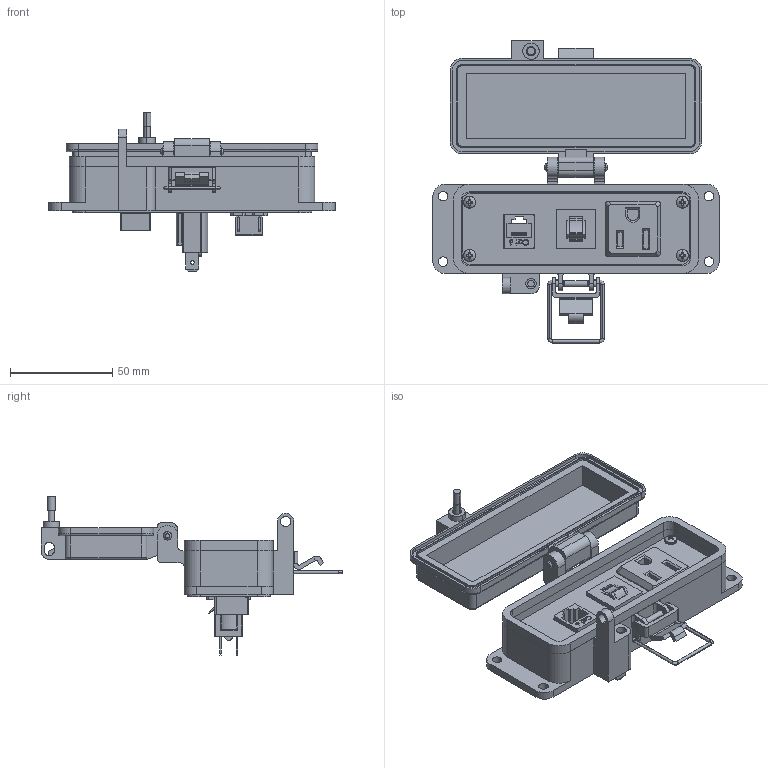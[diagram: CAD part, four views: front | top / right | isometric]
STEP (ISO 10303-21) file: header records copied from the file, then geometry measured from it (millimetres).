
FILE_DESCRIPTION (( 'STEP AP203' ), '1' );
FILE_NAME ('P-R62-H3R3_3D.STEP', '2021-03-05T15:12:31', ( '' ), ( '' ), 'SwSTEP 2.0', 'SolidWorks 2019', '' );
FILE_SCHEMA (( 'CONFIG_CONTROL_DESIGN' ));
Length unit declared in the file: millimetre
Products named in the file (14): R; P-R62-H3R3_3D; Z-200-OTLT-R0SQ; Z-H-H3_B; R62; 92005A124_METRIC PAN HEAD PHILLIPS MACHINE SCREW_92005A124; Z-CB-SM; P-R62-H3R3_TP060_1; -H3; Z-000-4243316TFP; Z-300-RJ45CAT6; P-R62-H3R3_FP060_1; CBX; P-R62-H3R3_BP180_1
Assembly tree (18 placements, depth 3):
  P-R62-H3R3_3D
    P-R62-H3R3_BP180_1
    P-R62-H3R3_TP060_1
    Z-000-4243316TFP  x3
    P-R62-H3R3_FP060_1
    R62
      Z-300-RJ45CAT6
    R
      Z-200-OTLT-R0SQ
    CBX
      Z-CB-SM
    -H3
      Z-H-H3_B
    92005A124_METRIC PAN HEAD PHILLIPS MACHINE SCREW_92005A124  x4
Bounding box: 140 x 147.61 x 77.73 mm (x, y, z)
Volume: 114317.6 mm3; surface area: 85468 mm2
Topology: 21 solids, 21 shells, 2021 faces, 5684 edges, 3763 vertices
Faces by surface type: cylinder 897, plane 828, bspline 197, cone 72, torus 19, sphere 8
Entity records: 52973 total; most frequent: CARTESIAN_POINT 18174, ORIENTED_EDGE 7544, DIRECTION 6008, EDGE_CURVE 3772, VERTEX_POINT 2496, VECTOR 2408, LINE 2408, AXIS2_PLACEMENT_3D 1800
